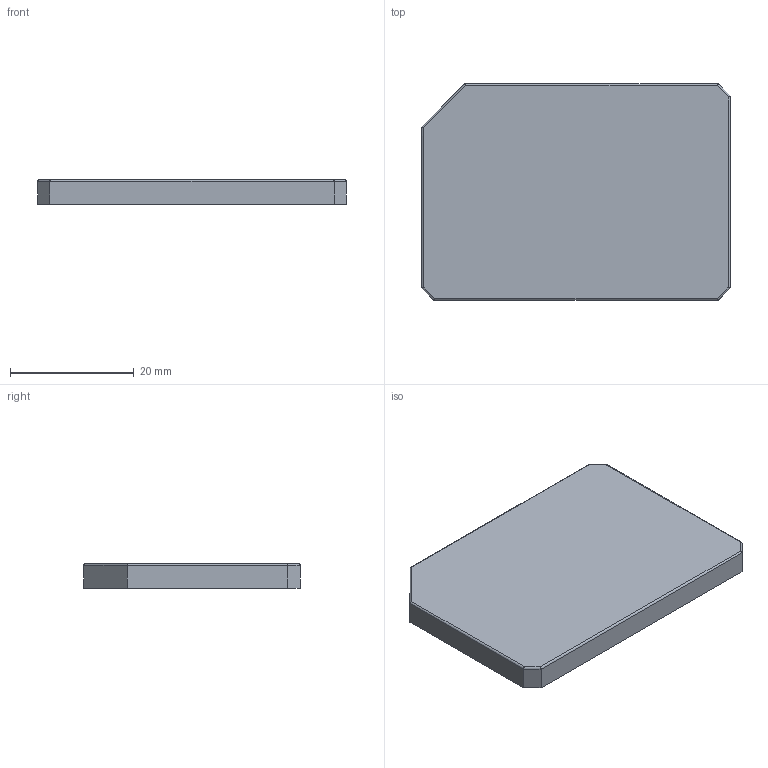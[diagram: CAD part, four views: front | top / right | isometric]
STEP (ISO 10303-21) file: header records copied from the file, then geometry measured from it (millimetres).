
FILE_DESCRIPTION(/* description */ (''),/* implementation_level */ '2;1');
FILE_NAME(/* name */ 'Microfluidic_PDSM_Chip.step',/* time_stamp */ '2023-07-16T22:03:42+02:00',/* author */ (''),/* organization */ (''),/* preprocessor_version */ 'ST-DEVELOPER v19.2',/* originating_system */ 'Autodesk Translation Framework v12.6.0.85',/* authorisation */ '');
FILE_SCHEMA (('AUTOMOTIVE_DESIGN { 1 0 10303 214 3 1 1 }'));
Length unit declared in the file: millimetre
Products named in the file (1): Rendering_Microfluidicks
Bounding box: 50 x 35 x 4 mm (x, y, z)
Volume: 6908.3 mm3; surface area: 4620 mm2
Topology: 4 solids, 4 shells, 433 faces, 1267 edges, 842 vertices
Faces by surface type: plane 377, cylinder 56
Entity records: 14229 total; most frequent: CARTESIAN_POINT 2543, ORIENTED_EDGE 2534, DIRECTION 2239, EDGE_CURVE 1267, LINE 1163, VECTOR 1163, VERTEX_POINT 842, AXIS2_PLACEMENT_3D 538
